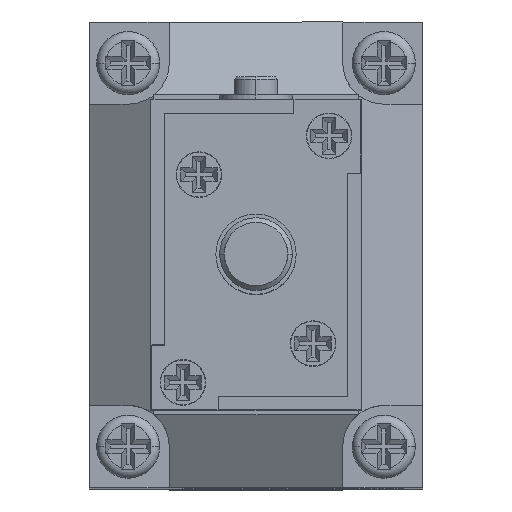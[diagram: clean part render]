
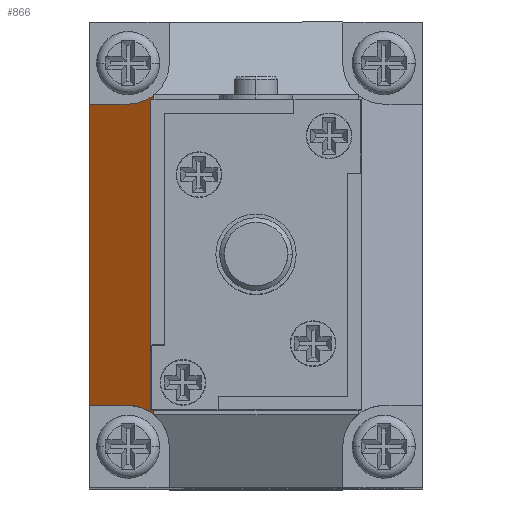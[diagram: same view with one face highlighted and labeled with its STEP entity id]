
A CAD part, top view. The second image highlights one B-rep face of the part: STEP entity #866.
In plain terms, the highlighted planar face has unit normal (-0.581, 0, 0.814).
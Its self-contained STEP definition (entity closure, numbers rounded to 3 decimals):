
#300 = EDGE_CURVE ( 'NONE', #4597, #4507, #9910, .T. ) ;
#866 = ADVANCED_FACE ( 'NONE', ( #3470 ), #8815, .F. ) ;
#981 = CARTESIAN_POINT ( 'NONE',  ( -11.25, 8.062, 0. ) ) ;
#1115 = VERTEX_POINT ( 'NONE', #8536 ) ;
#1150 = VERTEX_POINT ( 'NONE', #8494 ) ;
#1898 = EDGE_CURVE ( 'NONE', #4594, #4600, #3796, .T. ) ;
#1928 = EDGE_CURVE ( 'NONE', #1115, #4597, #10127, .T. ) ;
#1929 = EDGE_CURVE ( 'NONE', #4600, #1115, #3854, .T. ) ;
#1938 = EDGE_CURVE ( 'NONE', #4507, #1150, #10130, .T. ) ;
#1941 = EDGE_CURVE ( 'NONE', #1150, #4594, #3870, .T. ) ;
#2344 = AXIS2_PLACEMENT_3D ( 'NONE', #8814, #8812, #8811 ) ;
#2612 = DIRECTION ( 'NONE',  ( 0., -1., 0. ) ) ;
#2613 = CARTESIAN_POINT ( 'NONE',  ( -11.25, 0., 0. ) ) ;
#2749 = EDGE_LOOP ( 'NONE', ( #5323, #5324, #5325, #5326, #5327, #5328 ) ) ;
#3470 = FACE_OUTER_BOUND ( 'NONE', #2749, .T. ) ;
#3796 = LINE ( 'NONE', #7027, #3797 ) ;
#3797 = VECTOR ( 'NONE', #7024, 1000. ) ;
#3854 = LINE ( 'NONE', #6707, #3855 ) ;
#3855 = VECTOR ( 'NONE', #6703, 1000. ) ;
#3870 = LINE ( 'NONE', #6579, #3871 ) ;
#3871 = VECTOR ( 'NONE', #6578, 1000. ) ;
#4507 = VERTEX_POINT ( 'NONE', #981 ) ;
#4594 = VERTEX_POINT ( 'NONE', #9036 ) ;
#4597 = VERTEX_POINT ( 'NONE', #9033 ) ;
#4600 = VERTEX_POINT ( 'NONE', #9030 ) ;
#5323 = ORIENTED_EDGE ( 'NONE', *, *, #1929, .F. ) ;
#5324 = ORIENTED_EDGE ( 'NONE', *, *, #1898, .F. ) ;
#5325 = ORIENTED_EDGE ( 'NONE', *, *, #1941, .F. ) ;
#5326 = ORIENTED_EDGE ( 'NONE', *, *, #1938, .F. ) ;
#5327 = ORIENTED_EDGE ( 'NONE', *, *, #300, .F. ) ;
#5328 = ORIENTED_EDGE ( 'NONE', *, *, #1928, .F. ) ;
#6578 = DIRECTION ( 'NONE',  ( -0.814, 0., -0.581 ) ) ;
#6579 = CARTESIAN_POINT ( 'NONE',  ( -11.25, 9., 0. ) ) ;
#6602 = CARTESIAN_POINT ( 'NONE',  ( -14., 9., -1.964 ) ) ;
#6605 = CARTESIAN_POINT ( 'NONE',  ( -12.996, 9., -1.247 ) ) ;
#6609 = CARTESIAN_POINT ( 'NONE',  ( -12.045, 8.676, -0.568 ) ) ;
#6610 = CARTESIAN_POINT ( 'NONE',  ( -11.25, 8.062, 0. ) ) ;
#6703 = DIRECTION ( 'NONE',  ( 0.814, 0., 0.581 ) ) ;
#6707 = CARTESIAN_POINT ( 'NONE',  ( -11.25, 42., 0. ) ) ;
#6716 = CARTESIAN_POINT ( 'NONE',  ( -11.25, 42.938, 0. ) ) ;
#6717 = CARTESIAN_POINT ( 'NONE',  ( -12.045, 42.324, -0.568 ) ) ;
#6720 = CARTESIAN_POINT ( 'NONE',  ( -12.996, 42., -1.247 ) ) ;
#6724 = CARTESIAN_POINT ( 'NONE',  ( -14., 42., -1.964 ) ) ;
#7024 = DIRECTION ( 'NONE',  ( 0., 1., 0. ) ) ;
#7027 = CARTESIAN_POINT ( 'NONE',  ( -18.25, 51., -5. ) ) ;
#8494 = CARTESIAN_POINT ( 'NONE',  ( -14., 9., -1.964 ) ) ;
#8536 = CARTESIAN_POINT ( 'NONE',  ( -14., 42., -1.964 ) ) ;
#8811 = DIRECTION ( 'NONE',  ( -0.814, 0., -0.581 ) ) ;
#8812 = DIRECTION ( 'NONE',  ( 0.581, 0., -0.814 ) ) ;
#8814 = CARTESIAN_POINT ( 'NONE',  ( -11.25, 0., 0. ) ) ;
#8815 = PLANE ( 'NONE',  #2344 ) ;
#9030 = CARTESIAN_POINT ( 'NONE',  ( -18.25, 42., -5. ) ) ;
#9033 = CARTESIAN_POINT ( 'NONE',  ( -11.25, 42.938, 0. ) ) ;
#9036 = CARTESIAN_POINT ( 'NONE',  ( -18.25, 9., -5. ) ) ;
#9910 = LINE ( 'NONE', #2613, #9912 ) ;
#9912 = VECTOR ( 'NONE', #2612, 1000. ) ;
#10127 =( BOUNDED_CURVE ( )  B_SPLINE_CURVE ( 3, ( #6724, #6720, #6717, #6716 ),
 .UNSPECIFIED., .F., .F. ) 
 B_SPLINE_CURVE_WITH_KNOTS ( ( 4, 4 ),
 ( 4.712, 5.37 ),
 .UNSPECIFIED. ) 
 CURVE ( )  GEOMETRIC_REPRESENTATION_ITEM ( )  RATIONAL_B_SPLINE_CURVE ( ( 1., 0.964, 0.964, 1. ) ) 
 REPRESENTATION_ITEM ( '' )  );
#10130 =( BOUNDED_CURVE ( )  B_SPLINE_CURVE ( 3, ( #6610, #6609, #6605, #6602 ),
 .UNSPECIFIED., .F., .F. ) 
 B_SPLINE_CURVE_WITH_KNOTS ( ( 4, 4 ),
 ( 0.913, 1.571 ),
 .UNSPECIFIED. ) 
 CURVE ( )  GEOMETRIC_REPRESENTATION_ITEM ( )  RATIONAL_B_SPLINE_CURVE ( ( 1., 0.964, 0.964, 1. ) ) 
 REPRESENTATION_ITEM ( '' )  );
